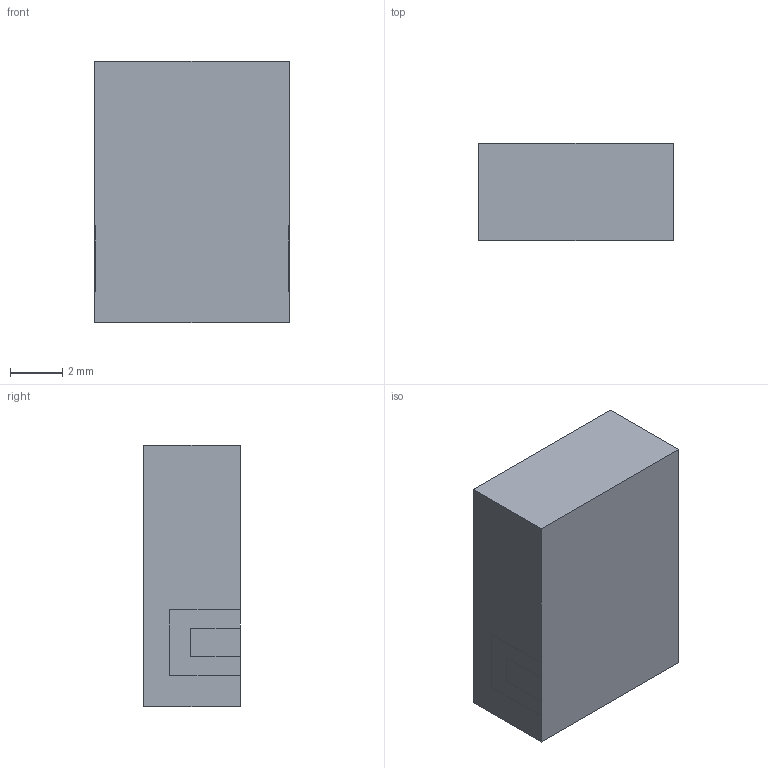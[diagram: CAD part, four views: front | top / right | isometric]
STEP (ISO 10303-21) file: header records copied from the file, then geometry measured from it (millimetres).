
FILE_DESCRIPTION(/* description */ (''),/* implementation_level */ '2;1');
FILE_NAME(/* name */ 'Taoglas_DBP-433-T-A-30.step',/* time_stamp */ '2022-07-17T13:57:19+01:00',/* author */ (''),/* organization */ (''),/* preprocessor_version */ 'ST-DEVELOPER v18.1',/* originating_system */ 'Autodesk Translation Framework v10.10.0.1391',/* authorisation */ '');
FILE_SCHEMA (('AUTOMOTIVE_DESIGN { 1 0 10303 214 3 1 1 }'));
Length unit declared in the file: millimetre
Products named in the file (1): Taoglas_DBP-433-T-A-30
Bounding box: 7.45 x 3.7 x 10 mm (x, y, z)
Volume: 275.5 mm3; surface area: 287.5 mm2
Topology: 3 solids, 3 shells, 388 faces, 1071 edges, 714 vertices
Faces by surface type: bspline 242, plane 146
Entity records: 14584 total; most frequent: CARTESIAN_POINT 6288, ORIENTED_EDGE 2142, EDGE_CURVE 1071, DIRECTION 881, VERTEX_POINT 714, LINE 587, VECTOR 587, B_SPLINE_CURVE_WITH_KNOTS 484
